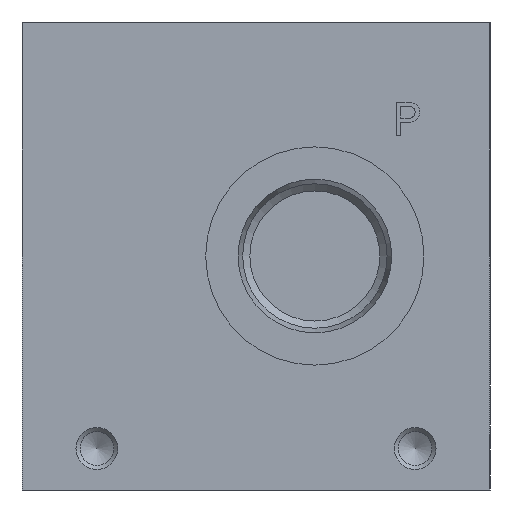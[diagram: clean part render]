
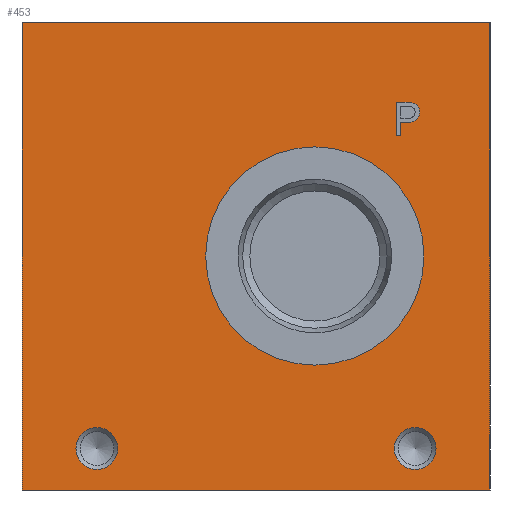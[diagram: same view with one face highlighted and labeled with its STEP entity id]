
A CAD part, left-side view. The second image highlights one B-rep face of the part: STEP entity #453.
In plain terms, the highlighted planar face has unit normal (-1, 0, 0).
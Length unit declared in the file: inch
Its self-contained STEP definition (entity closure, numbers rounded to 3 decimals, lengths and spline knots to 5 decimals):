
#453 = ADVANCED_FACE( '', ( #1222, #1223, #1224, #1225, #1226 ), #1227, .F. );
#1222 = FACE_BOUND( '', #2348, .T. );
#1223 = FACE_BOUND( '', #2349, .T. );
#1224 = FACE_BOUND( '', #2350, .T. );
#1225 = FACE_BOUND( '', #2351, .T. );
#1226 = FACE_OUTER_BOUND( '', #2352, .T. );
#1227 = PLANE( '', #2353 );
#2348 = EDGE_LOOP( '', ( #3836, #3837, #3838, #3839, #3840, #3841 ) );
#2349 = EDGE_LOOP( '', ( #3842 ) );
#2350 = EDGE_LOOP( '', ( #3843 ) );
#2351 = EDGE_LOOP( '', ( #3844 ) );
#2352 = EDGE_LOOP( '', ( #3845, #3846, #3847, #3848 ) );
#2353 = AXIS2_PLACEMENT_3D( '', #3849, #3850, #3851 );
#3836 = ORIENTED_EDGE( '', *, *, #6366, .F. );
#3837 = ORIENTED_EDGE( '', *, *, #6367, .F. );
#3838 = ORIENTED_EDGE( '', *, *, #6368, .F. );
#3839 = ORIENTED_EDGE( '', *, *, #6369, .F. );
#3840 = ORIENTED_EDGE( '', *, *, #6260, .F. );
#3841 = ORIENTED_EDGE( '', *, *, #6370, .F. );
#3842 = ORIENTED_EDGE( '', *, *, #6371, .T. );
#3843 = ORIENTED_EDGE( '', *, *, #6372, .T. );
#3844 = ORIENTED_EDGE( '', *, *, #6373, .T. );
#3845 = ORIENTED_EDGE( '', *, *, #6021, .F. );
#3846 = ORIENTED_EDGE( '', *, *, #6374, .F. );
#3847 = ORIENTED_EDGE( '', *, *, #6225, .F. );
#3848 = ORIENTED_EDGE( '', *, *, #6340, .F. );
#3849 = CARTESIAN_POINT( '', ( 0., 0., 0. ) );
#3850 = DIRECTION( '', ( 1., 0., 0. ) );
#3851 = DIRECTION( '', ( 0., 0., -1. ) );
#6021 = EDGE_CURVE( '', #7086, #7088, #7089, .T. );
#6225 = EDGE_CURVE( '', #7465, #7466, #7467, .T. );
#6260 = EDGE_CURVE( '', #7522, #7523, #7524, .T. );
#6340 = EDGE_CURVE( '', #7088, #7465, #7662, .T. );
#6366 = EDGE_CURVE( '', #7698, #7699, #7700, .T. );
#6367 = EDGE_CURVE( '', #7701, #7698, #7702, .T. );
#6368 = EDGE_CURVE( '', #7703, #7701, #7704, .T. );
#6369 = EDGE_CURVE( '', #7523, #7703, #7705, .T. );
#6370 = EDGE_CURVE( '', #7699, #7522, #7706, .T. );
#6371 = EDGE_CURVE( '', #7707, #7707, #7708, .T. );
#6372 = EDGE_CURVE( '', #7709, #7709, #7710, .T. );
#6373 = EDGE_CURVE( '', #7711, #7711, #7712, .T. );
#6374 = EDGE_CURVE( '', #7466, #7086, #7713, .T. );
#7086 = VERTEX_POINT( '', #8632 );
#7088 = VERTEX_POINT( '', #8635 );
#7089 = LINE( '', #8636, #8637 );
#7465 = VERTEX_POINT( '', #9135 );
#7466 = VERTEX_POINT( '', #9136 );
#7467 = LINE( '', #9137, #9138 );
#7522 = VERTEX_POINT( '', #9209 );
#7523 = VERTEX_POINT( '', #9210 );
#7524 = CIRCLE( '', #9211, 0.07363 );
#7662 = LINE( '', #9388, #9389 );
#7698 = VERTEX_POINT( '', #9441 );
#7699 = VERTEX_POINT( '', #9442 );
#7700 = LINE( '', #9443, #9444 );
#7701 = VERTEX_POINT( '', #9445 );
#7702 = LINE( '', #9446, #9447 );
#7703 = VERTEX_POINT( '', #9448 );
#7704 = LINE( '', #9449, #9450 );
#7705 = LINE( '', #9451, #9452 );
#7706 = LINE( '', #9453, #9454 );
#7707 = VERTEX_POINT( '', #9455 );
#7708 = CIRCLE( '', #9456, 0.15625 );
#7709 = VERTEX_POINT( '', #9457 );
#7710 = CIRCLE( '', #9458, 0.15625 );
#7711 = VERTEX_POINT( '', #9459 );
#7712 = CIRCLE( '', #9460, 0.816 );
#7713 = LINE( '', #9461, #9462 );
#8632 = CARTESIAN_POINT( '', ( 0., 3.5, 0. ) );
#8635 = CARTESIAN_POINT( '', ( 0., 3.5, 3.5 ) );
#8636 = CARTESIAN_POINT( '', ( 0., 3.5, 0. ) );
#8637 = VECTOR( '', #10610, 39.37008 );
#9135 = CARTESIAN_POINT( '', ( 0., 0., 3.5 ) );
#9136 = CARTESIAN_POINT( '', ( 0., 0., 0. ) );
#9137 = CARTESIAN_POINT( '', ( 0., 0., 3.5 ) );
#9138 = VECTOR( '', #10922, 39.37008 );
#9209 = CARTESIAN_POINT( '', ( 0., 0.59214, 2.75203 ) );
#9210 = CARTESIAN_POINT( '', ( 0., 0.59594, 2.89887 ) );
#9211 = AXIS2_PLACEMENT_3D( '', #10966, #10967, #10968 );
#9388 = CARTESIAN_POINT( '', ( 0., 3.5, 3.5 ) );
#9389 = VECTOR( '', #11095, 39.37008 );
#9441 = CARTESIAN_POINT( '', ( 0., 0.66709, 2.65152 ) );
#9442 = CARTESIAN_POINT( '', ( 0., 0.66709, 2.75178 ) );
#9443 = CARTESIAN_POINT( '', ( 0., 0.66709, 2.65152 ) );
#9444 = VECTOR( '', #11115, 39.37008 );
#9445 = CARTESIAN_POINT( '', ( 0., 0.7, 2.65152 ) );
#9446 = CARTESIAN_POINT( '', ( 0., 0.7, 2.65152 ) );
#9447 = VECTOR( '', #11116, 39.37008 );
#9448 = CARTESIAN_POINT( '', ( 0., 0.7, 2.89887 ) );
#9449 = CARTESIAN_POINT( '', ( 0., 0.7, 2.89887 ) );
#9450 = VECTOR( '', #11117, 39.37008 );
#9451 = CARTESIAN_POINT( '', ( 0., 0.59594, 2.89887 ) );
#9452 = VECTOR( '', #11118, 39.37008 );
#9453 = CARTESIAN_POINT( '', ( 0., 0.66709, 2.75178 ) );
#9454 = VECTOR( '', #11119, 39.37008 );
#9455 = CARTESIAN_POINT( '', ( 0., 0.56, 0.15375 ) );
#9456 = AXIS2_PLACEMENT_3D( '', #11120, #11121, #11122 );
#9457 = CARTESIAN_POINT( '', ( 0., 2.94, 0.15375 ) );
#9458 = AXIS2_PLACEMENT_3D( '', #11123, #11124, #11125 );
#9459 = CARTESIAN_POINT( '', ( 0., 1.31, 0.934 ) );
#9460 = AXIS2_PLACEMENT_3D( '', #11126, #11127, #11128 );
#9461 = CARTESIAN_POINT( '', ( 0., 0., 0. ) );
#9462 = VECTOR( '', #11129, 39.37008 );
#10610 = DIRECTION( '', ( 0., 0., 1. ) );
#10922 = DIRECTION( '', ( 0., 0., -1. ) );
#10966 = CARTESIAN_POINT( '', ( 0., 0.59921, 2.82532 ) );
#10967 = DIRECTION( '', ( -1., 0., 0. ) );
#10968 = DIRECTION( '', ( 0., 0., 1. ) );
#11095 = DIRECTION( '', ( 0., -1., 0. ) );
#11115 = DIRECTION( '', ( 0., 0., 1. ) );
#11116 = DIRECTION( '', ( 0., -1., 0. ) );
#11117 = DIRECTION( '', ( 0., 0., -1. ) );
#11118 = DIRECTION( '', ( 0., 1., 0. ) );
#11119 = DIRECTION( '', ( 0., -1., 0.003 ) );
#11120 = CARTESIAN_POINT( '', ( 0., 0.56, 0.31 ) );
#11121 = DIRECTION( '', ( 1., 0., 0. ) );
#11122 = DIRECTION( '', ( 0., 0., -1. ) );
#11123 = CARTESIAN_POINT( '', ( 0., 2.94, 0.31 ) );
#11124 = DIRECTION( '', ( 1., 0., 0. ) );
#11125 = DIRECTION( '', ( 0., 0., -1. ) );
#11126 = CARTESIAN_POINT( '', ( 0., 1.31, 1.75 ) );
#11127 = DIRECTION( '', ( 1., 0., 0. ) );
#11128 = DIRECTION( '', ( 0., 0., -1. ) );
#11129 = DIRECTION( '', ( 0., 1., 0. ) );
